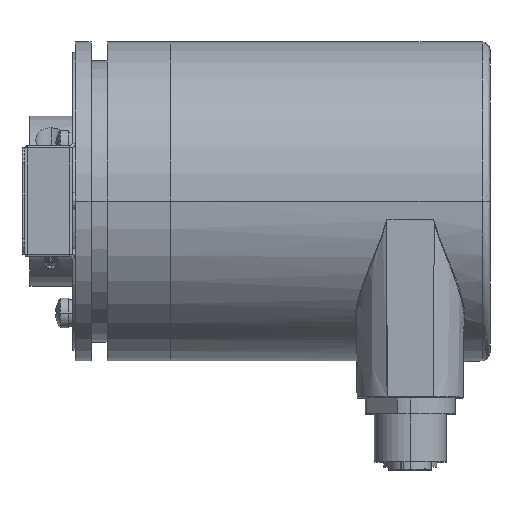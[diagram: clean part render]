
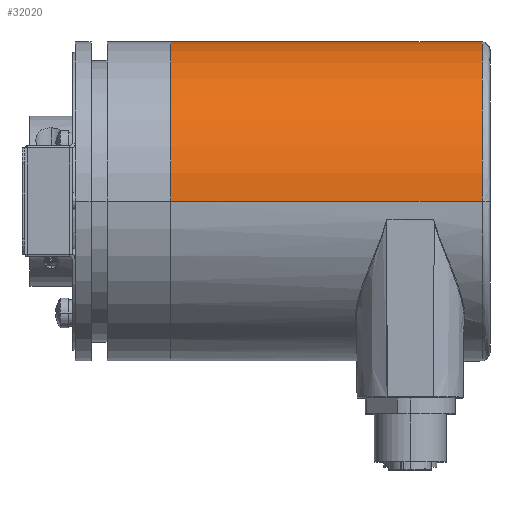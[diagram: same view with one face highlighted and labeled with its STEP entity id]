
A CAD part, top view. The second image highlights one B-rep face of the part: STEP entity #32020.
In plain terms, the highlighted cylindrical face has radius 30 mm (diameter 60 mm), a partial arc.
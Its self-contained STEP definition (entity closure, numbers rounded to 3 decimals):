
#120 = CARTESIAN_POINT ( 'NONE',  ( -82.394, -0.38, -30. ) ) ;
#937 = LINE ( 'NONE', #6869, #54916 ) ;
#2144 = DIRECTION ( 'NONE',  ( -1., 0., 0. ) ) ;
#5085 = DIRECTION ( 'NONE',  ( -1., 0., 0. ) ) ;
#5694 = VERTEX_POINT ( 'NONE', #29542 ) ;
#6348 = CIRCLE ( 'NONE', #44990, 30. ) ;
#6517 = DIRECTION ( 'NONE',  ( -1., 0., 0. ) ) ;
#6869 = CARTESIAN_POINT ( 'NONE',  ( -22.394, -0.38, 30. ) ) ;
#9272 = CARTESIAN_POINT ( 'NONE',  ( -82.394, -0.38, 0. ) ) ;
#9494 = ORIENTED_EDGE ( 'NONE', *, *, #49764, .T. ) ;
#9748 = EDGE_CURVE ( 'NONE', #10834, #5694, #937, .T. ) ;
#10134 = CARTESIAN_POINT ( 'NONE',  ( -23.894, -0.38, 0. ) ) ;
#10244 = CARTESIAN_POINT ( 'NONE',  ( -22.394, -0.38, -30. ) ) ;
#10834 = VERTEX_POINT ( 'NONE', #48875 ) ;
#12902 = EDGE_CURVE ( 'NONE', #26061, #5694, #31245, .T. ) ;
#20403 = ORIENTED_EDGE ( 'NONE', *, *, #9748, .F. ) ;
#21755 = DIRECTION ( 'NONE',  ( -1., 0., 0. ) ) ;
#21913 = DIRECTION ( 'NONE',  ( 0., 0., 1. ) ) ;
#23341 = AXIS2_PLACEMENT_3D ( 'NONE', #9272, #47912, #21913 ) ;
#25948 = EDGE_LOOP ( 'NONE', ( #9494, #50771, #33162, #20403 ) ) ;
#26061 = VERTEX_POINT ( 'NONE', #120 ) ;
#26319 = DIRECTION ( 'NONE',  ( 0., 0., 1. ) ) ;
#28042 = AXIS2_PLACEMENT_3D ( 'NONE', #47568, #21755, #26319 ) ;
#29542 = CARTESIAN_POINT ( 'NONE',  ( -82.394, -0.38, 30. ) ) ;
#31245 = CIRCLE ( 'NONE', #23341, 30. ) ;
#32020 = ADVANCED_FACE ( 'NONE', ( #55005 ), #46890, .T. ) ;
#33162 = ORIENTED_EDGE ( 'NONE', *, *, #12902, .T. ) ;
#33882 = VECTOR ( 'NONE', #2144, 1000. ) ;
#39581 = DIRECTION ( 'NONE',  ( 0., 0., 1. ) ) ;
#44990 = AXIS2_PLACEMENT_3D ( 'NONE', #10134, #5085, #39581 ) ;
#45318 = LINE ( 'NONE', #10244, #33882 ) ;
#46890 = CYLINDRICAL_SURFACE ( 'NONE', #28042, 30. ) ;
#47568 = CARTESIAN_POINT ( 'NONE',  ( -22.394, -0.38, 0. ) ) ;
#47912 = DIRECTION ( 'NONE',  ( 1., 0., 0. ) ) ;
#48537 = VERTEX_POINT ( 'NONE', #52385 ) ;
#48875 = CARTESIAN_POINT ( 'NONE',  ( -23.894, -0.38, 30. ) ) ;
#49764 = EDGE_CURVE ( 'NONE', #10834, #48537, #6348, .T. ) ;
#50771 = ORIENTED_EDGE ( 'NONE', *, *, #52191, .T. ) ;
#52191 = EDGE_CURVE ( 'NONE', #48537, #26061, #45318, .T. ) ;
#52385 = CARTESIAN_POINT ( 'NONE',  ( -23.894, -0.38, -30. ) ) ;
#54916 = VECTOR ( 'NONE', #6517, 1000. ) ;
#55005 = FACE_OUTER_BOUND ( 'NONE', #25948, .T. ) ;
